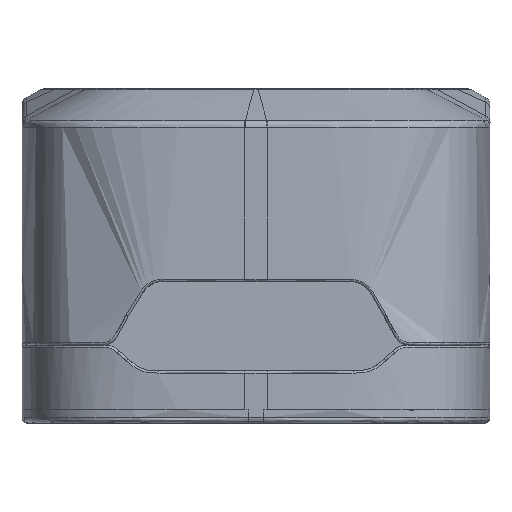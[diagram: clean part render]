
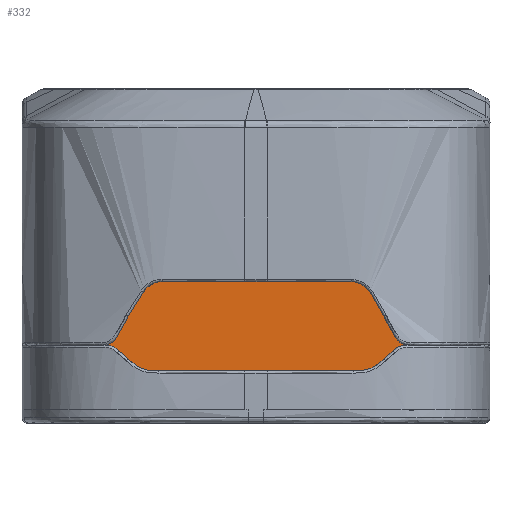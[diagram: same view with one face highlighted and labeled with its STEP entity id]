
A CAD part, left-side view. The second image highlights one B-rep face of the part: STEP entity #332.
In plain terms, the highlighted planar face has unit normal (-1, 0, 0).
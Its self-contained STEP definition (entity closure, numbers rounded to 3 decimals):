
#332=ADVANCED_FACE('',(#854),#8377,.T.);
#854=FACE_OUTER_BOUND('',#1375,.T.);
#1375=EDGE_LOOP('',(#3187,#3188,#3189,#3190,#3191,#3192));
#3187=ORIENTED_EDGE('',*,*,#5157,.T.);
#3188=ORIENTED_EDGE('',*,*,#4816,.F.);
#3189=ORIENTED_EDGE('',*,*,#4783,.F.);
#3190=ORIENTED_EDGE('',*,*,#4821,.T.);
#3191=ORIENTED_EDGE('',*,*,#5158,.T.);
#3192=ORIENTED_EDGE('',*,*,#5156,.F.);
#4783=EDGE_CURVE('',#7423,#7424,#6298,.T.);
#4816=EDGE_CURVE('',#7424,#7440,#6322,.T.);
#4821=EDGE_CURVE('',#7423,#7443,#6326,.T.);
#5156=EDGE_CURVE('',#7610,#7611,#6611,.T.);
#5157=EDGE_CURVE('',#7610,#7440,#6612,.T.);
#5158=EDGE_CURVE('',#7443,#7611,#6613,.T.);
#6298=B_SPLINE_CURVE_WITH_KNOTS('',1,(#17416,#17417),.UNSPECIFIED.,.F.,
 .F.,(2,2),(-33.341,-3.354),.UNSPECIFIED.);
#6322=B_SPLINE_CURVE_WITH_KNOTS('',1,(#17554,#17555),.UNSPECIFIED.,.F.,
 .F.,(2,2),(2.825,27.525),.UNSPECIFIED.);
#6326=B_SPLINE_CURVE_WITH_KNOTS('',1,(#17569,#17570),.UNSPECIFIED.,.F.,
 .F.,(2,2),(2.825,27.525),.UNSPECIFIED.);
#6611=B_SPLINE_CURVE_WITH_KNOTS('',1,(#18757,#18758),.UNSPECIFIED.,.F.,
 .F.,(2,2),(-34.781,-4.794),.UNSPECIFIED.);
#6612=B_SPLINE_CURVE_WITH_KNOTS('',1,(#18759,#18760),.UNSPECIFIED.,.F.,
 .F.,(2,2),(-31.125,-27.525),.UNSPECIFIED.);
#6613=B_SPLINE_CURVE_WITH_KNOTS('',1,(#18761,#18762),.UNSPECIFIED.,.F.,
 .F.,(2,2),(27.525,31.125),.UNSPECIFIED.);
#7423=VERTEX_POINT('',#15457);
#7424=VERTEX_POINT('',#15458);
#7440=VERTEX_POINT('',#15474);
#7443=VERTEX_POINT('',#15477);
#7610=VERTEX_POINT('',#15644);
#7611=VERTEX_POINT('',#15645);
#8377=PLANE('',#8606);
#8606=AXIS2_PLACEMENT_3D('',#15084,#8819,$);
#8819=DIRECTION('',(-1.,0.,0.));
#15084=CARTESIAN_POINT('',(-114.,423.423,-10.815));
#15457=CARTESIAN_POINT('',(-114.,423.423,22.162));
#15458=CARTESIAN_POINT('',(-114.,393.436,22.162));
#15474=CARTESIAN_POINT('',(-114.,393.436,-2.538));
#15477=CARTESIAN_POINT('',(-114.,423.423,-2.538));
#15644=CARTESIAN_POINT('',(-114.,393.436,-6.138));
#15645=CARTESIAN_POINT('',(-114.,423.423,-6.138));
#17416=CARTESIAN_POINT('',(-114.,423.423,22.162));
#17417=CARTESIAN_POINT('',(-114.,393.436,22.162));
#17554=CARTESIAN_POINT('',(-114.,393.436,22.162));
#17555=CARTESIAN_POINT('',(-114.,393.436,-2.538));
#17569=CARTESIAN_POINT('',(-114.,423.423,22.162));
#17570=CARTESIAN_POINT('',(-114.,423.423,-2.538));
#18757=CARTESIAN_POINT('',(-114.,393.436,-6.138));
#18758=CARTESIAN_POINT('',(-114.,423.423,-6.138));
#18759=CARTESIAN_POINT('',(-114.,393.436,-6.138));
#18760=CARTESIAN_POINT('',(-114.,393.436,-2.538));
#18761=CARTESIAN_POINT('',(-114.,423.423,-2.538));
#18762=CARTESIAN_POINT('',(-114.,423.423,-6.138));
